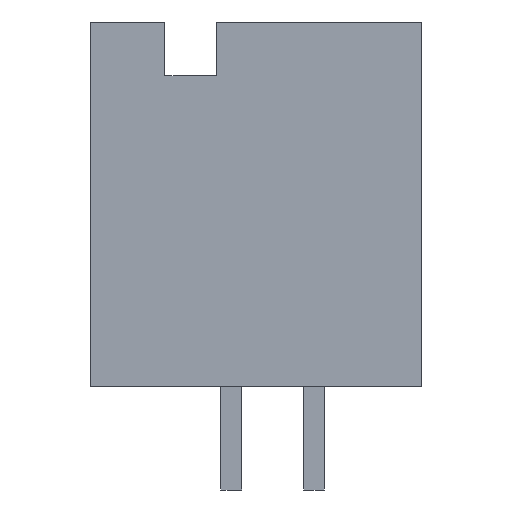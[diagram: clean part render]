
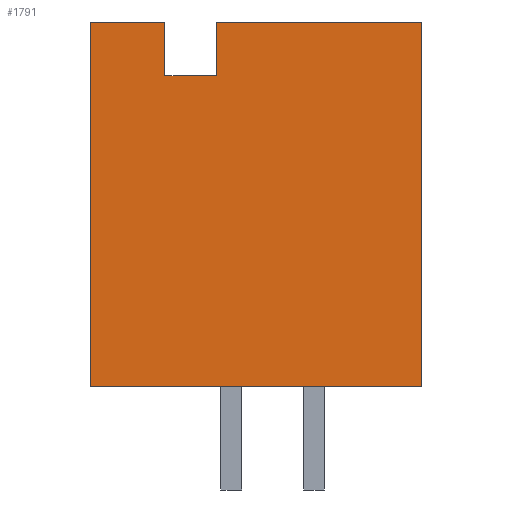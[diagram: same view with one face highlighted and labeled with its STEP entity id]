
A CAD part, left-side view. The second image highlights one B-rep face of the part: STEP entity #1791.
In plain terms, the highlighted planar face has unit normal (-1, 0, 0).
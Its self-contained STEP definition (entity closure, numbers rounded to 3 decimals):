
#72=DIRECTION('',(0.,0.,-1.));
#73=VECTOR('',#72,11.176);
#74=CARTESIAN_POINT('',(-5.232,-4.572,0.));
#75=LINE('',#74,#73);
#76=DIRECTION('',(0.,1.,0.));
#77=VECTOR('',#76,10.16);
#78=CARTESIAN_POINT('',(-5.232,-4.572,-11.176));
#79=LINE('',#78,#77);
#80=DIRECTION('',(0.,0.,1.));
#81=VECTOR('',#80,11.176);
#82=CARTESIAN_POINT('',(-5.232,5.588,-11.176));
#83=LINE('',#82,#81);
#84=DIRECTION('',(0.,-1.,0.));
#85=VECTOR('',#84,2.286);
#86=CARTESIAN_POINT('',(-5.232,5.588,0.));
#87=LINE('',#86,#85);
#88=DIRECTION('',(0.,0.,-1.));
#89=VECTOR('',#88,1.651);
#90=CARTESIAN_POINT('',(-5.232,3.302,0.));
#91=LINE('',#90,#89);
#92=DIRECTION('',(0.,-1.,0.));
#93=VECTOR('',#92,1.588);
#94=CARTESIAN_POINT('',(-5.232,3.302,-1.651));
#95=LINE('',#94,#93);
#96=DIRECTION('',(0.,0.,1.));
#97=VECTOR('',#96,1.651);
#98=CARTESIAN_POINT('',(-5.232,1.715,-1.651));
#99=LINE('',#98,#97);
#100=DIRECTION('',(0.,-1.,0.));
#101=VECTOR('',#100,6.287);
#102=CARTESIAN_POINT('',(-5.232,1.715,0.));
#103=LINE('',#102,#101);
#1348=CARTESIAN_POINT('',(-5.232,-4.572,0.));
#1349=CARTESIAN_POINT('',(-5.232,-4.572,-11.176));
#1350=VERTEX_POINT('',#1348);
#1351=VERTEX_POINT('',#1349);
#1352=CARTESIAN_POINT('',(-5.232,5.588,-11.176));
#1353=VERTEX_POINT('',#1352);
#1354=CARTESIAN_POINT('',(-5.232,5.588,0.));
#1355=VERTEX_POINT('',#1354);
#1356=CARTESIAN_POINT('',(-5.232,3.302,0.));
#1357=VERTEX_POINT('',#1356);
#1358=CARTESIAN_POINT('',(-5.232,3.302,-1.651));
#1359=VERTEX_POINT('',#1358);
#1360=CARTESIAN_POINT('',(-5.232,1.715,-1.651));
#1361=VERTEX_POINT('',#1360);
#1362=CARTESIAN_POINT('',(-5.232,1.715,0.));
#1363=VERTEX_POINT('',#1362);
#1768=CARTESIAN_POINT('',(-5.232,0.,0.));
#1769=DIRECTION('',(1.,0.,0.));
#1770=DIRECTION('',(0.,1.,0.));
#1771=AXIS2_PLACEMENT_3D('',#1768,#1769,#1770);
#1772=PLANE('',#1771);
#1774=ORIENTED_EDGE('',*,*,#1773,.T.);
#1776=ORIENTED_EDGE('',*,*,#1775,.T.);
#1778=ORIENTED_EDGE('',*,*,#1777,.T.);
#1780=ORIENTED_EDGE('',*,*,#1779,.T.);
#1782=ORIENTED_EDGE('',*,*,#1781,.T.);
#1784=ORIENTED_EDGE('',*,*,#1783,.T.);
#1786=ORIENTED_EDGE('',*,*,#1785,.T.);
#1788=ORIENTED_EDGE('',*,*,#1787,.T.);
#1789=EDGE_LOOP('',(#1774,#1776,#1778,#1780,#1782,#1784,#1786,#1788));
#1790=FACE_OUTER_BOUND('',#1789,.F.);
#1791=ADVANCED_FACE('',(#1790),#1772,.F.);
#1773=EDGE_CURVE('',#1350,#1351,#75,.T.);
#1775=EDGE_CURVE('',#1351,#1353,#79,.T.);
#1777=EDGE_CURVE('',#1353,#1355,#83,.T.);
#1779=EDGE_CURVE('',#1355,#1357,#87,.T.);
#1781=EDGE_CURVE('',#1357,#1359,#91,.T.);
#1783=EDGE_CURVE('',#1359,#1361,#95,.T.);
#1785=EDGE_CURVE('',#1361,#1363,#99,.T.);
#1787=EDGE_CURVE('',#1363,#1350,#103,.T.);
